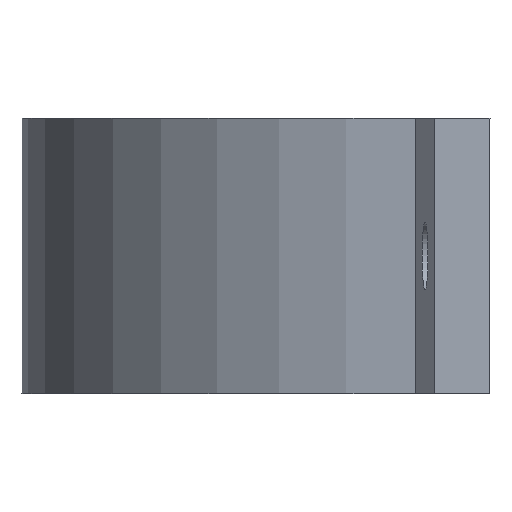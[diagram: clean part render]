
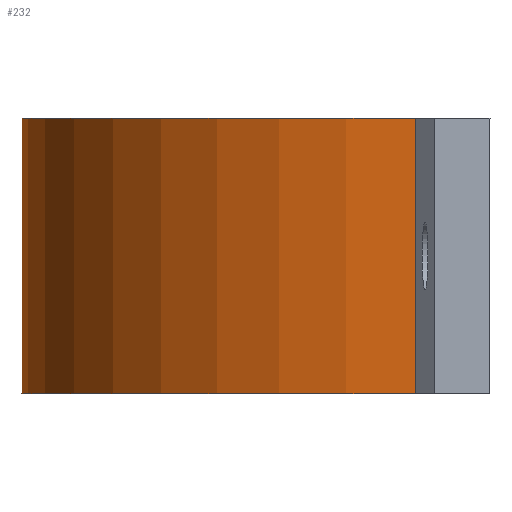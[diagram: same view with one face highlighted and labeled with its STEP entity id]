
A CAD part, left-side view. The second image highlights one B-rep face of the part: STEP entity #232.
In plain terms, the highlighted cylindrical face has radius 30 mm (diameter 60 mm), a partial arc.
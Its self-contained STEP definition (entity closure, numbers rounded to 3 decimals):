
#38=FACE_OUTER_BOUND('',#54,.T.);
#54=EDGE_LOOP('',(#213,#214,#215,#216));
#60=LINE('',#352,#82);
#74=LINE('',#387,#96);
#82=VECTOR('',#288,10.);
#96=VECTOR('',#320,10.);
#103=CIRCLE('',#258,30.);
#106=CIRCLE('',#265,30.);
#112=VERTEX_POINT('',#346);
#114=VERTEX_POINT('',#350);
#124=VERTEX_POINT('',#377);
#125=VERTEX_POINT('',#384);
#136=EDGE_CURVE('',#114,#112,#60,.T.);
#149=EDGE_CURVE('',#124,#114,#103,.T.);
#153=EDGE_CURVE('',#124,#125,#74,.T.);
#156=EDGE_CURVE('',#112,#125,#106,.T.);
#213=ORIENTED_EDGE('',*,*,#149,.F.);
#214=ORIENTED_EDGE('',*,*,#153,.T.);
#215=ORIENTED_EDGE('',*,*,#156,.F.);
#216=ORIENTED_EDGE('',*,*,#136,.F.);
#220=CYLINDRICAL_SURFACE('',#266,30.);
#232=ADVANCED_FACE('',(#38),#220,.T.);
#258=AXIS2_PLACEMENT_3D('',#379,#309,#310);
#265=AXIS2_PLACEMENT_3D('',#392,#327,#328);
#266=AXIS2_PLACEMENT_3D('',#393,#329,#330);
#288=DIRECTION('',(0.,0.,-1.));
#309=DIRECTION('center_axis',(0.,0.,
1.));
#310=DIRECTION('ref_axis',(1.,0.,0.));
#320=DIRECTION('',(0.,0.,-1.));
#327=DIRECTION('center_axis',(0.,0.,
-1.));
#328=DIRECTION('ref_axis',(1.,0.,0.));
#329=DIRECTION('center_axis',(0.,0.,-1.));
#330=DIRECTION('ref_axis',(1.,0.,0.));
#346=CARTESIAN_POINT('',(-29.965,86.917,6.071));
#350=CARTESIAN_POINT('',(-29.965,86.917,26.071));
#352=CARTESIAN_POINT('',(-29.965,86.917,26.071));
#377=CARTESIAN_POINT('',(29.966,86.917,26.071));
#379=CARTESIAN_POINT('Origin',(0.,85.479,26.071));
#384=CARTESIAN_POINT('',(29.966,86.917,6.071));
#387=CARTESIAN_POINT('',(29.966,86.917,26.071));
#392=CARTESIAN_POINT('Origin',(0.,85.479,6.071));
#393=CARTESIAN_POINT('Origin',(0.,85.479,26.071));
